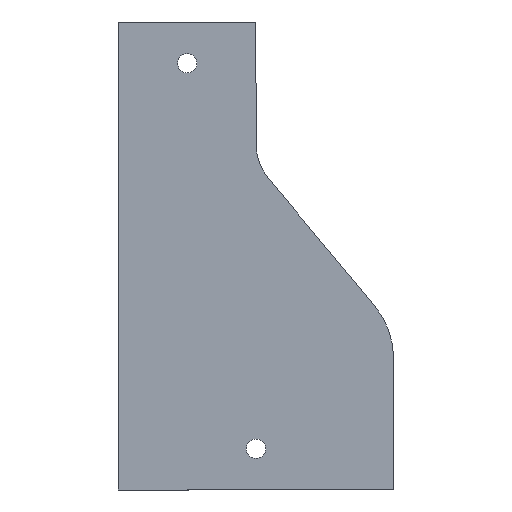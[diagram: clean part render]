
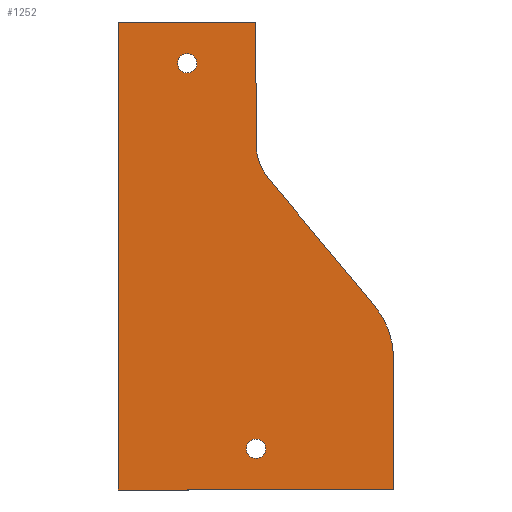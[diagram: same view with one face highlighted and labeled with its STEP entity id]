
A CAD part, front view. The second image highlights one B-rep face of the part: STEP entity #1252.
In plain terms, the highlighted planar face has unit normal (0, -1, 0).
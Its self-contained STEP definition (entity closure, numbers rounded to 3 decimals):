
#22 = EDGE_CURVE ( 'NONE', #1022, #1031, #905, .T. ) ;
#23 = EDGE_CURVE ( 'NONE', #1127, #260, #909, .T. ) ;
#32 = EDGE_CURVE ( 'NONE', #977, #1127, #893, .T. ) ;
#33 = EDGE_CURVE ( 'NONE', #1031, #977, #894, .T. ) ;
#95 = EDGE_CURVE ( 'NONE', #972, #971, #1096, .T. ) ;
#96 = EDGE_CURVE ( 'NONE', #1169, #1169, #1094, .T. ) ;
#98 = EDGE_CURVE ( 'NONE', #260, #251, #1089, .T. ) ;
#105 = AXIS2_PLACEMENT_3D ( 'NONE', #776, #695, #424 ) ;
#109 = AXIS2_PLACEMENT_3D ( 'NONE', #704, #777, #723 ) ;
#119 = EDGE_CURVE ( 'NONE', #971, #251, #1071, .T. ) ;
#121 = EDGE_CURVE ( 'NONE', #1022, #972, #1065, .T. ) ;
#123 = EDGE_CURVE ( 'NONE', #1166, #1166, #1069, .T. ) ;
#129 = ORIENTED_EDGE ( 'NONE', *, *, #98, .T. ) ;
#132 = ORIENTED_EDGE ( 'NONE', *, *, #119, .F. ) ;
#133 = ORIENTED_EDGE ( 'NONE', *, *, #121, .F. ) ;
#137 = ORIENTED_EDGE ( 'NONE', *, *, #23, .T. ) ;
#148 = ORIENTED_EDGE ( 'NONE', *, *, #22, .T. ) ;
#153 = ORIENTED_EDGE ( 'NONE', *, *, #32, .T. ) ;
#169 = ORIENTED_EDGE ( 'NONE', *, *, #95, .F. ) ;
#186 = ORIENTED_EDGE ( 'NONE', *, *, #33, .T. ) ;
#205 = ORIENTED_EDGE ( 'NONE', *, *, #96, .F. ) ;
#220 = EDGE_LOOP ( 'NONE', ( #132, #169, #133, #148, #186, #153, #137, #129 ) ) ;
#251 = VERTEX_POINT ( 'NONE', #483 ) ;
#260 = VERTEX_POINT ( 'NONE', #580 ) ;
#298 = EDGE_LOOP ( 'NONE', ( #354 ) ) ;
#314 = EDGE_LOOP ( 'NONE', ( #205 ) ) ;
#354 = ORIENTED_EDGE ( 'NONE', *, *, #123, .F. ) ;
#362 = PLANE ( 'NONE',  #831 ) ;
#376 = CARTESIAN_POINT ( 'NONE',  ( 93.047, 0., -103.035 ) ) ;
#382 = DIRECTION ( 'NONE',  ( 0., 0., 1. ) ) ;
#383 = DIRECTION ( 'NONE',  ( 0., 0., 1. ) ) ;
#385 = DIRECTION ( 'NONE',  ( 0., 0., -1. ) ) ;
#386 = DIRECTION ( 'NONE',  ( 0., -1., 0. ) ) ;
#388 = CARTESIAN_POINT ( 'NONE',  ( 25., 0., -15. ) ) ;
#424 = DIRECTION ( 'NONE',  ( 0., 0., 1. ) ) ;
#434 = CARTESIAN_POINT ( 'NONE',  ( -50., 0., 0. ) ) ;
#466 = CARTESIAN_POINT ( 'NONE',  ( 100., 0., -122.241 ) ) ;
#470 = DIRECTION ( 'NONE',  ( -0.64, 0., 0.768 ) ) ;
#473 = DIRECTION ( 'NONE',  ( 1., 0., 0. ) ) ;
#483 = CARTESIAN_POINT ( 'NONE',  ( 50., 0., 0. ) ) ;
#496 = CARTESIAN_POINT ( 'NONE',  ( 0., 0., -170. ) ) ;
#505 = DIRECTION ( 'NONE',  ( 0., 0., -1. ) ) ;
#528 = CARTESIAN_POINT ( 'NONE',  ( 100., 0., -122.241 ) ) ;
#529 = CARTESIAN_POINT ( 'NONE',  ( 100., 0., -170. ) ) ;
#553 = DIRECTION ( 'NONE',  ( 0., 1., 0. ) ) ;
#562 = CARTESIAN_POINT ( 'NONE',  ( 50., 0., 0. ) ) ;
#570 = DIRECTION ( 'NONE',  ( -1., 0., 0. ) ) ;
#571 = CARTESIAN_POINT ( 'NONE',  ( -100., 0., -170. ) ) ;
#572 = CARTESIAN_POINT ( 'NONE',  ( 50., 0., -155. ) ) ;
#573 = DIRECTION ( 'NONE',  ( 0., -1., 0. ) ) ;
#580 = CARTESIAN_POINT ( 'NONE',  ( 50., 0., -44.139 ) ) ;
#606 = CARTESIAN_POINT ( 'NONE',  ( 54.636, 0., -56.942 ) ) ;
#621 = CARTESIAN_POINT ( 'NONE',  ( 0., 0., 0. ) ) ;
#673 = CARTESIAN_POINT ( 'NONE',  ( 0., 0., 0. ) ) ;
#679 = CARTESIAN_POINT ( 'NONE',  ( 50., 0., -158.5 ) ) ;
#695 = DIRECTION ( 'NONE',  ( 0., -1., 0. ) ) ;
#697 = CARTESIAN_POINT ( 'NONE',  ( 25., 0., -18.5 ) ) ;
#704 = CARTESIAN_POINT ( 'NONE',  ( 70., 0., -44.139 ) ) ;
#717 = CARTESIAN_POINT ( 'NONE',  ( 54.636, 0., -56.942 ) ) ;
#723 = DIRECTION ( 'NONE',  ( 0., 0., 1. ) ) ;
#769 = DIRECTION ( 'NONE',  ( 0., 0., 1. ) ) ;
#776 = CARTESIAN_POINT ( 'NONE',  ( 70., 0., -122.241 ) ) ;
#777 = DIRECTION ( 'NONE',  ( 0., 1., 0. ) ) ;
#804 = CARTESIAN_POINT ( 'NONE',  ( -70., 0., -44.139 ) ) ;
#807 = DIRECTION ( 'NONE',  ( 0., 0., 1. ) ) ;
#831 = AXIS2_PLACEMENT_3D ( 'NONE', #804, #553, #807 ) ;
#836 = AXIS2_PLACEMENT_3D ( 'NONE', #572, #573, #505 ) ;
#859 = AXIS2_PLACEMENT_3D ( 'NONE', #388, #386, #385 ) ;
#893 = LINE ( 'NONE', #606, #901 ) ;
#894 = CIRCLE ( 'NONE', #105, 30. ) ;
#901 = VECTOR ( 'NONE', #470, 1000. ) ;
#904 = VECTOR ( 'NONE', #769, 1000. ) ;
#905 = LINE ( 'NONE', #466, #904 ) ;
#909 = CIRCLE ( 'NONE', #109, 20. ) ;
#971 = VERTEX_POINT ( 'NONE', #621 ) ;
#972 = VERTEX_POINT ( 'NONE', #496 ) ;
#977 = VERTEX_POINT ( 'NONE', #376 ) ;
#1022 = VERTEX_POINT ( 'NONE', #529 ) ;
#1031 = VERTEX_POINT ( 'NONE', #528 ) ;
#1065 = LINE ( 'NONE', #571, #1068 ) ;
#1068 = VECTOR ( 'NONE', #570, 1000. ) ;
#1069 = CIRCLE ( 'NONE', #836, 3.5 ) ;
#1071 = LINE ( 'NONE', #434, #1074 ) ;
#1074 = VECTOR ( 'NONE', #473, 1000. ) ;
#1087 = VECTOR ( 'NONE', #382, 1000. ) ;
#1089 = LINE ( 'NONE', #562, #1087 ) ;
#1091 = VECTOR ( 'NONE', #383, 1000. ) ;
#1094 = CIRCLE ( 'NONE', #859, 3.5 ) ;
#1096 = LINE ( 'NONE', #673, #1091 ) ;
#1127 = VERTEX_POINT ( 'NONE', #717 ) ;
#1157 = FACE_OUTER_BOUND ( 'NONE', #220, .T. ) ;
#1166 = VERTEX_POINT ( 'NONE', #679 ) ;
#1169 = VERTEX_POINT ( 'NONE', #697 ) ;
#1210 = FACE_BOUND ( 'NONE', #298, .T. ) ;
#1211 = FACE_BOUND ( 'NONE', #314, .T. ) ;
#1252 = ADVANCED_FACE ( 'NONE', ( #1210, #1211, #1157 ), #362, .F. ) ;
